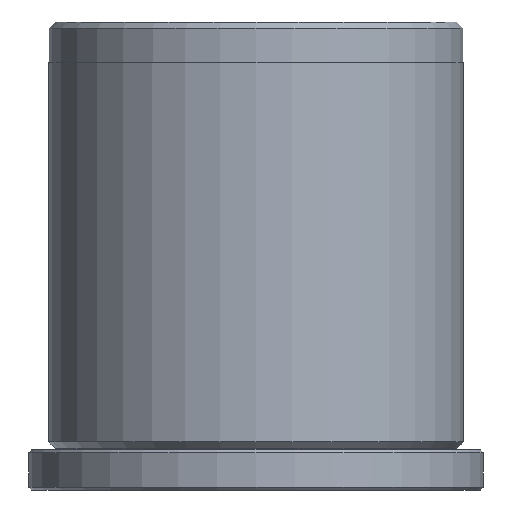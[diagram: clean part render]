
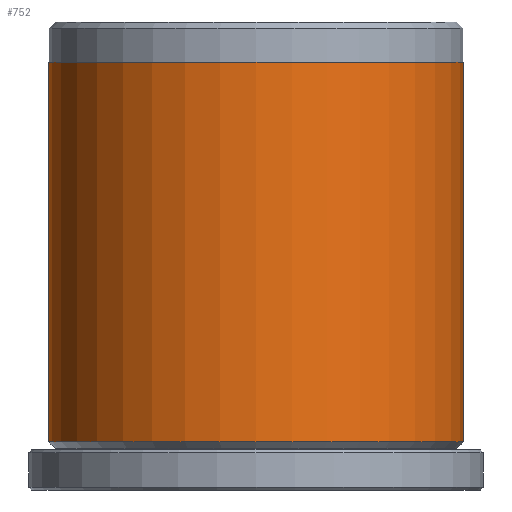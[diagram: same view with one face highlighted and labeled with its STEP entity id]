
A CAD part, front view. The second image highlights one B-rep face of the part: STEP entity #752.
In plain terms, the highlighted cylindrical face has radius 15.5 mm (diameter 31 mm), a partial arc.
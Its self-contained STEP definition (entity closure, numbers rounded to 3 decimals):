
#26 = DIRECTION ( 'NONE',  ( 1., 0., 0. ) ) ;
#141 = EDGE_CURVE ( 'NONE', #1469, #256, #1436, .T. ) ;
#158 = DIRECTION ( 'NONE',  ( 0., 0., 1. ) ) ;
#256 = VERTEX_POINT ( 'NONE', #806 ) ;
#297 = VERTEX_POINT ( 'NONE', #819 ) ;
#345 = CARTESIAN_POINT ( 'NONE',  ( 0., 0., 35. ) ) ;
#427 = CARTESIAN_POINT ( 'NONE',  ( 0., 0., 32. ) ) ;
#448 = CYLINDRICAL_SURFACE ( 'NONE', #1433, 15.5 ) ;
#552 = ORIENTED_EDGE ( 'NONE', *, *, #1614, .F. ) ;
#562 = LINE ( 'NONE', #764, #1532 ) ;
#590 = DIRECTION ( 'NONE',  ( 0., 0., -1. ) ) ;
#609 = CARTESIAN_POINT ( 'NONE',  ( -15.5, 0., 35. ) ) ;
#643 = DIRECTION ( 'NONE',  ( 0., 0., -1. ) ) ;
#647 = ORIENTED_EDGE ( 'NONE', *, *, #141, .F. ) ;
#672 = DIRECTION ( 'NONE',  ( 0., 0., -1. ) ) ;
#752 = ADVANCED_FACE ( 'NONE', ( #1111 ), #448, .T. ) ;
#764 = CARTESIAN_POINT ( 'NONE',  ( 15.5, 0., 35. ) ) ;
#806 = CARTESIAN_POINT ( 'NONE',  ( 15.5, 0., 32. ) ) ;
#819 = CARTESIAN_POINT ( 'NONE',  ( 15.5, 0., 3.6 ) ) ;
#842 = EDGE_CURVE ( 'NONE', #1469, #1580, #1072, .T. ) ;
#967 = DIRECTION ( 'NONE',  ( -1., 0., 0. ) ) ;
#969 = EDGE_LOOP ( 'NONE', ( #552, #647, #970, #1305 ) ) ;
#970 = ORIENTED_EDGE ( 'NONE', *, *, #842, .T. ) ;
#982 = EDGE_CURVE ( 'NONE', #297, #1580, #1501, .T. ) ;
#987 = AXIS2_PLACEMENT_3D ( 'NONE', #1415, #672, #1542 ) ;
#1004 = CARTESIAN_POINT ( 'NONE',  ( -15.5, 0., 3.6 ) ) ;
#1044 = VECTOR ( 'NONE', #1597, 1000. ) ;
#1072 = LINE ( 'NONE', #609, #1044 ) ;
#1085 = AXIS2_PLACEMENT_3D ( 'NONE', #427, #158, #26 ) ;
#1111 = FACE_OUTER_BOUND ( 'NONE', #969, .T. ) ;
#1208 = CARTESIAN_POINT ( 'NONE',  ( -15.5, 0., 32. ) ) ;
#1305 = ORIENTED_EDGE ( 'NONE', *, *, #982, .F. ) ;
#1415 = CARTESIAN_POINT ( 'NONE',  ( 0., 0., 3.6 ) ) ;
#1433 = AXIS2_PLACEMENT_3D ( 'NONE', #345, #590, #967 ) ;
#1436 = CIRCLE ( 'NONE', #1085, 15.5 ) ;
#1469 = VERTEX_POINT ( 'NONE', #1208 ) ;
#1501 = CIRCLE ( 'NONE', #987, 15.5 ) ;
#1532 = VECTOR ( 'NONE', #643, 1000. ) ;
#1542 = DIRECTION ( 'NONE',  ( -1., 0., 0. ) ) ;
#1580 = VERTEX_POINT ( 'NONE', #1004 ) ;
#1597 = DIRECTION ( 'NONE',  ( 0., 0., -1. ) ) ;
#1614 = EDGE_CURVE ( 'NONE', #256, #297, #562, .T. ) ;
